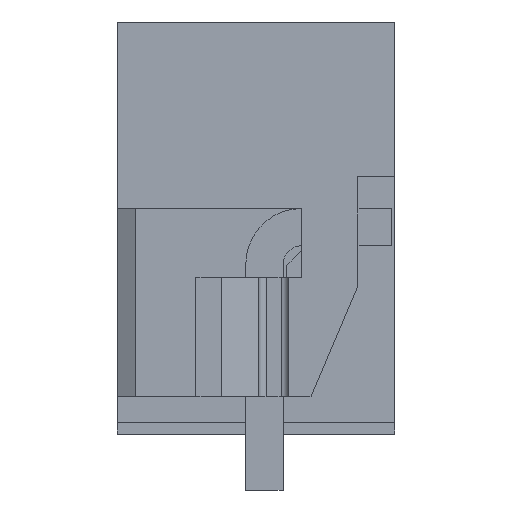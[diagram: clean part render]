
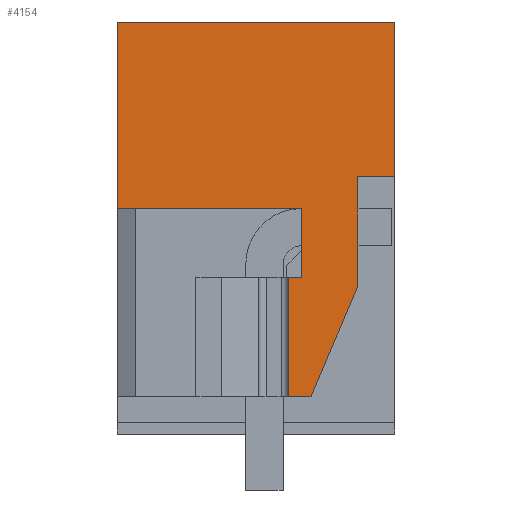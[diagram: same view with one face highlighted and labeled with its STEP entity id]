
A CAD part, left-side view. The second image highlights one B-rep face of the part: STEP entity #4154.
In plain terms, the highlighted planar face has unit normal (-1, 0, 0).
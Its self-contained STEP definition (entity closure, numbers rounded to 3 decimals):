
#4087=AXIS2_PLACEMENT_3D('Plane Axis2P3D',#4084,#4085,#4086) ;
#296=CARTESIAN_POINT('Vertex',(0.,7.45,7.55)) ;
#299=CARTESIAN_POINT('Line Origine',(0.,7.45,10.05)) ;
#303=CARTESIAN_POINT('Vertex',(0.,7.45,12.55)) ;
#3931=CARTESIAN_POINT('Vertex',(0.,2.25,2.5)) ;
#3934=CARTESIAN_POINT('Line Origine',(0.,2.55,2.5)) ;
#3938=CARTESIAN_POINT('Vertex',(0.,2.85,2.5)) ;
#4039=CARTESIAN_POINT('Line Origine',(0.,4.975,7.55)) ;
#4043=CARTESIAN_POINT('Vertex',(0.,2.5,7.55)) ;
#4084=CARTESIAN_POINT('Axis2P3D Location',(0.,7.45,0.1)) ;
#4089=CARTESIAN_POINT('Line Origine',(0.,2.85,4.1)) ;
#4093=CARTESIAN_POINT('Vertex',(0.,2.85,5.7)) ;
#4096=CARTESIAN_POINT('Line Origine',(0.,1.623,3.979)) ;
#4100=CARTESIAN_POINT('Vertex',(0.,0.997,5.458)) ;
#4103=CARTESIAN_POINT('Line Origine',(0.,0.997,6.929)) ;
#4107=CARTESIAN_POINT('Vertex',(0.,0.997,8.4)) ;
#4110=CARTESIAN_POINT('Line Origine',(0.,0.498,8.4)) ;
#4114=CARTESIAN_POINT('Vertex',(0.,0.,8.4)) ;
#4117=CARTESIAN_POINT('Line Origine',(0.,0.,10.475)) ;
#4121=CARTESIAN_POINT('Vertex',(0.,0.,12.55)) ;
#4124=CARTESIAN_POINT('Line Origine',(0.,3.725,12.55)) ;
#4129=CARTESIAN_POINT('Line Origine',(0.,2.5,6.625)) ;
#4133=CARTESIAN_POINT('Vertex',(0.,2.5,5.7)) ;
#4136=CARTESIAN_POINT('Line Origine',(0.,2.675,5.7)) ;
#300=DIRECTION('Vector Direction',(0.,0.,-1.)) ;
#3935=DIRECTION('Vector Direction',(0.,-1.,0.)) ;
#4040=DIRECTION('Vector Direction',(0.,1.,0.)) ;
#4085=DIRECTION('Axis2P3D Direction',(1.,0.,-0.)) ;
#4086=DIRECTION('Axis2P3D XDirection',(0.,0.,1.)) ;
#4090=DIRECTION('Vector Direction',(0.,0.,1.)) ;
#4097=DIRECTION('Vector Direction',(0.,0.39,-0.921)) ;
#4104=DIRECTION('Vector Direction',(0.,0.,1.)) ;
#4111=DIRECTION('Vector Direction',(0.,-1.,0.)) ;
#4118=DIRECTION('Vector Direction',(0.,0.,1.)) ;
#4125=DIRECTION('Vector Direction',(0.,1.,0.)) ;
#4130=DIRECTION('Vector Direction',(0.,0.,-1.)) ;
#4137=DIRECTION('Vector Direction',(0.,1.,0.)) ;
#301=VECTOR('Line Direction',#300,1.) ;
#3936=VECTOR('Line Direction',#3935,1.) ;
#4041=VECTOR('Line Direction',#4040,1.) ;
#4091=VECTOR('Line Direction',#4090,1.) ;
#4098=VECTOR('Line Direction',#4097,1.) ;
#4105=VECTOR('Line Direction',#4104,1.) ;
#4112=VECTOR('Line Direction',#4111,1.) ;
#4119=VECTOR('Line Direction',#4118,1.) ;
#4126=VECTOR('Line Direction',#4125,1.) ;
#4131=VECTOR('Line Direction',#4130,1.) ;
#4138=VECTOR('Line Direction',#4137,1.) ;
#4142=ORIENTED_EDGE('',*,*,#4095,.F.) ;
#4143=ORIENTED_EDGE('',*,*,#3940,.F.) ;
#4144=ORIENTED_EDGE('',*,*,#4102,.F.) ;
#4145=ORIENTED_EDGE('',*,*,#4109,.F.) ;
#4146=ORIENTED_EDGE('',*,*,#4116,.F.) ;
#4147=ORIENTED_EDGE('',*,*,#4123,.F.) ;
#4148=ORIENTED_EDGE('',*,*,#4128,.F.) ;
#4149=ORIENTED_EDGE('',*,*,#305,.F.) ;
#4150=ORIENTED_EDGE('',*,*,#4045,.F.) ;
#4151=ORIENTED_EDGE('',*,*,#4135,.F.) ;
#4152=ORIENTED_EDGE('',*,*,#4140,.F.) ;
#4154=ADVANCED_FACE('HOUSING',(#4153),#4088,.F.) ;
#305=EDGE_CURVE('',#297,#304,#302,.F.) ;
#3940=EDGE_CURVE('',#3932,#3939,#3937,.F.) ;
#4045=EDGE_CURVE('',#4044,#297,#4042,.T.) ;
#4095=EDGE_CURVE('',#3939,#4094,#4092,.T.) ;
#4102=EDGE_CURVE('',#4101,#3932,#4099,.T.) ;
#4109=EDGE_CURVE('',#4108,#4101,#4106,.F.) ;
#4116=EDGE_CURVE('',#4115,#4108,#4113,.F.) ;
#4123=EDGE_CURVE('',#4122,#4115,#4120,.F.) ;
#4128=EDGE_CURVE('',#304,#4122,#4127,.F.) ;
#4135=EDGE_CURVE('',#4134,#4044,#4132,.F.) ;
#4140=EDGE_CURVE('',#4094,#4134,#4139,.F.) ;
#4141=EDGE_LOOP('',(#4142,#4143,#4144,#4145,#4146,#4147,#4148,#4149,#4150,#4151,#4152)) ;
#4153=FACE_OUTER_BOUND('',#4141,.T.) ;
#302=LINE('Line',#299,#301) ;
#3937=LINE('Line',#3934,#3936) ;
#4042=LINE('Line',#4039,#4041) ;
#4092=LINE('Line',#4089,#4091) ;
#4099=LINE('Line',#4096,#4098) ;
#4106=LINE('Line',#4103,#4105) ;
#4113=LINE('Line',#4110,#4112) ;
#4120=LINE('Line',#4117,#4119) ;
#4127=LINE('Line',#4124,#4126) ;
#4132=LINE('Line',#4129,#4131) ;
#4139=LINE('Line',#4136,#4138) ;
#4088=PLANE('',#4087) ;
#297=VERTEX_POINT('',#296) ;
#304=VERTEX_POINT('',#303) ;
#3932=VERTEX_POINT('',#3931) ;
#3939=VERTEX_POINT('',#3938) ;
#4044=VERTEX_POINT('',#4043) ;
#4094=VERTEX_POINT('',#4093) ;
#4101=VERTEX_POINT('',#4100) ;
#4108=VERTEX_POINT('',#4107) ;
#4115=VERTEX_POINT('',#4114) ;
#4122=VERTEX_POINT('',#4121) ;
#4134=VERTEX_POINT('',#4133) ;
